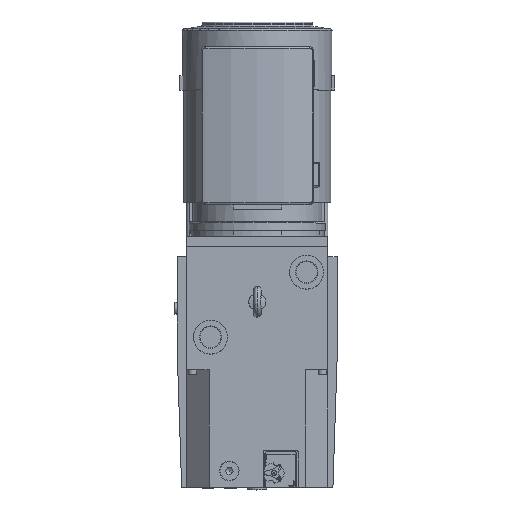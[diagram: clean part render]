
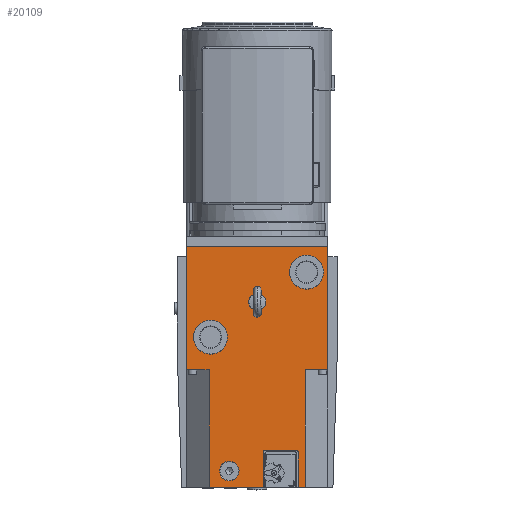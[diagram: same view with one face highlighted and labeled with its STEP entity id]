
A CAD part, top view. The second image highlights one B-rep face of the part: STEP entity #20109.
In plain terms, the highlighted planar face has unit normal (0, 0, 1).
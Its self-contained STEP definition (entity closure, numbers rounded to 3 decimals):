
#12452=CARTESIAN_POINT('',(5.,178.66,142.23));
#12453=VERTEX_POINT('',#12452);
#12461=CARTESIAN_POINT('',(5.,180.0,142.23));
#12462=VERTEX_POINT('',#12461);
#12463=CARTESIAN_POINT('',(5.,180.0,142.23));
#12464=DIRECTION('',(0.0,-1.0,0.0));
#12465=VECTOR('',#12464,1.34);
#12466=LINE('',#12463,#12465);
#12467=EDGE_CURVE('',#12462,#12453,#12466,.T.);
#12860=CARTESIAN_POINT('',(5.,161.34,142.23));
#12861=VERTEX_POINT('',#12860);
#12885=CARTESIAN_POINT('',(5.,160.0,142.23));
#12886=VERTEX_POINT('',#12885);
#12893=CARTESIAN_POINT('',(5.,161.34,142.23));
#12894=DIRECTION('',(0.0,-1.0,0.0));
#12895=VECTOR('',#12894,1.34);
#12896=LINE('',#12893,#12895);
#12897=EDGE_CURVE('',#12861,#12886,#12896,.T.);
#12907=CARTESIAN_POINT('',(-5.,160.0,142.23));
#12908=VERTEX_POINT('',#12907);
#12909=CARTESIAN_POINT('',(-5.,160.0,142.23));
#12910=DIRECTION('',(1.0,0.0,0.0));
#12911=VECTOR('',#12910,10.0);
#12912=LINE('',#12909,#12911);
#12913=EDGE_CURVE('',#12908,#12886,#12912,.T.);
#12933=CARTESIAN_POINT('',(-5.,180.0,142.23));
#12934=VERTEX_POINT('',#12933);
#12935=CARTESIAN_POINT('',(5.,180.0,142.23));
#12936=DIRECTION('',(-1.0,0.0,0.0));
#12937=VECTOR('',#12936,10.0);
#12938=LINE('',#12935,#12937);
#12939=EDGE_CURVE('',#12462,#12934,#12938,.T.);
#12959=CARTESIAN_POINT('',(-5.,178.66,142.23));
#12960=VERTEX_POINT('',#12959);
#12985=CARTESIAN_POINT('',(-5.,161.34,142.23));
#12986=VERTEX_POINT('',#12985);
#12994=CARTESIAN_POINT('',(-5.,160.0,142.23));
#12995=DIRECTION('',(0.0,1.0,0.0));
#12996=VECTOR('',#12995,1.34);
#12997=LINE('',#12994,#12996);
#12998=EDGE_CURVE('',#12908,#12986,#12997,.T.);
#13003=CARTESIAN_POINT('',(-5.,178.66,142.23));
#13004=DIRECTION('',(0.0,1.0,0.0));
#13005=VECTOR('',#13004,1.34);
#13006=LINE('',#13003,#13005);
#13007=EDGE_CURVE('',#12960,#12934,#13006,.T.);
#13058=CARTESIAN_POINT('',(0.,170.0,142.23));
#13059=DIRECTION('',(0.0,0.0,-1.0));
#13060=DIRECTION('',(0.0,1.0,0.0));
#13061=AXIS2_PLACEMENT_3D('',#13058,#13059,#13060);
#13062=CIRCLE('',#13061,10.0);
#13063=EDGE_CURVE('',#12986,#12960,#13062,.T.);
#13078=CARTESIAN_POINT('',(0.,170.0,142.23));
#13079=DIRECTION('',(0.0,0.0,-1.0));
#13080=DIRECTION('',(0.0,1.0,0.0));
#13081=AXIS2_PLACEMENT_3D('',#13078,#13079,#13080);
#13082=CIRCLE('',#13081,10.0);
#13083=EDGE_CURVE('',#12453,#12861,#13082,.T.);
#13364=CARTESIAN_POINT('',(-35.,128.5,142.23));
#13365=VERTEX_POINT('',#13364);
#13366=CARTESIAN_POINT('',(-55.,128.5,142.23));
#13367=DIRECTION('',(0.0,0.0,-1.0));
#13368=DIRECTION('',(1.0,0.0,0.0));
#13369=AXIS2_PLACEMENT_3D('',#13366,#13367,#13368);
#13370=CIRCLE('',#13369,20.0);
#13371=EDGE_CURVE('',#13365,#13365,#13370,.T.);
#13724=CARTESIAN_POINT('',(78.,205.0,142.23));
#13725=VERTEX_POINT('',#13724);
#13726=CARTESIAN_POINT('',(58.,205.,142.23));
#13727=DIRECTION('',(0.0,0.0,-1.0));
#13728=DIRECTION('',(1.0,0.0,0.0));
#13729=AXIS2_PLACEMENT_3D('',#13726,#13727,#13728);
#13730=CIRCLE('',#13729,20.0);
#13731=EDGE_CURVE('',#13725,#13725,#13730,.T.);
#15687=CARTESIAN_POINT('',(83.0,235.5,142.23));
#15688=VERTEX_POINT('',#15687);
#15695=CARTESIAN_POINT('',(83.,90.,142.23));
#15696=VERTEX_POINT('',#15695);
#15697=CARTESIAN_POINT('',(83.0,90.,142.23));
#15698=DIRECTION('',(0.0,1.0,0.0));
#15699=VECTOR('',#15698,145.5);
#15700=LINE('',#15697,#15699);
#15701=EDGE_CURVE('',#15696,#15688,#15700,.T.);
#17603=CARTESIAN_POINT('',(-83.,90.,142.23));
#17604=VERTEX_POINT('',#17603);
#17611=CARTESIAN_POINT('',(-56.75,90.,142.23));
#17612=VERTEX_POINT('',#17611);
#17619=CARTESIAN_POINT('',(-83.,90.,142.23));
#17620=DIRECTION('',(1.0,0.0,0.0));
#17621=VECTOR('',#17620,26.25);
#17622=LINE('',#17619,#17621);
#17623=EDGE_CURVE('',#17604,#17612,#17622,.T.);
#17653=CARTESIAN_POINT('',(-56.75,-48.,142.23));
#17654=VERTEX_POINT('',#17653);
#17661=CARTESIAN_POINT('',(-56.75,90.,142.23));
#17662=DIRECTION('',(0.0,-1.0,0.0));
#17663=VECTOR('',#17662,138.0);
#17664=LINE('',#17661,#17663);
#17665=EDGE_CURVE('',#17612,#17654,#17664,.T.);
#17675=CARTESIAN_POINT('',(56.75,90.,142.23));
#17676=VERTEX_POINT('',#17675);
#17677=CARTESIAN_POINT('',(56.75,90.,142.23));
#17678=DIRECTION('',(1.0,0.0,0.0));
#17679=VECTOR('',#17678,26.25);
#17680=LINE('',#17677,#17679);
#17681=EDGE_CURVE('',#17676,#15696,#17680,.T.);
#17710=CARTESIAN_POINT('',(56.75,-48.,142.23));
#17711=VERTEX_POINT('',#17710);
#17712=CARTESIAN_POINT('',(56.75,-48.,142.23));
#17713=DIRECTION('',(0.0,1.0,0.0));
#17714=VECTOR('',#17713,138.0);
#17715=LINE('',#17712,#17714);
#17716=EDGE_CURVE('',#17711,#17676,#17715,.T.);
#17764=CARTESIAN_POINT('',(-83.,235.5,142.23));
#17765=VERTEX_POINT('',#17764);
#17766=CARTESIAN_POINT('',(-83.,235.5,142.23));
#17767=DIRECTION('',(0.0,-1.0,0.0));
#17768=VECTOR('',#17767,145.5);
#17769=LINE('',#17766,#17768);
#17770=EDGE_CURVE('',#17765,#17604,#17769,.T.);
#18346=CARTESIAN_POINT('',(7.,-48.,142.23));
#18347=VERTEX_POINT('',#18346);
#18354=CARTESIAN_POINT('',(7.,-48.,142.23));
#18355=DIRECTION('',(-1.0,0.0,0.0));
#18356=VECTOR('',#18355,63.75);
#18357=LINE('',#18354,#18356);
#18358=EDGE_CURVE('',#18347,#17654,#18357,.T.);
#18577=CARTESIAN_POINT('',(48.,-48.,142.23));
#18578=VERTEX_POINT('',#18577);
#18579=CARTESIAN_POINT('',(56.75,-48.,142.23));
#18580=DIRECTION('',(-1.0,0.0,0.0));
#18581=VECTOR('',#18580,8.75);
#18582=LINE('',#18579,#18581);
#18583=EDGE_CURVE('',#17711,#18578,#18582,.T.);
#20021=CARTESIAN_POINT('',(94.,-48.,142.23));
#20022=DIRECTION('',(0.0,0.0,1.0));
#20023=DIRECTION('',(1.0,0.0,0.0));
#20024=AXIS2_PLACEMENT_3D('',#20021,#20022,#20023);
#20025=PLANE('',#20024);
#20026=CARTESIAN_POINT('',(7.,-6.6,142.23));
#20027=VERTEX_POINT('',#20026);
#20028=CARTESIAN_POINT('',(7.,-48.,142.23));
#20029=DIRECTION('',(0.0,1.0,0.0));
#20030=VECTOR('',#20029,41.4);
#20031=LINE('',#20028,#20030);
#20032=EDGE_CURVE('',#18347,#20027,#20031,.T.);
#20033=ORIENTED_EDGE('',*,*,#20032,.T.);
#20034=CARTESIAN_POINT('',(8.6,-5.,142.23));
#20035=VERTEX_POINT('',#20034);
#20036=CARTESIAN_POINT('',(8.6,-6.6,142.23));
#20037=DIRECTION('',(0.,0.,1.));
#20038=DIRECTION('',(-0.707,0.707,0.));
#20039=AXIS2_PLACEMENT_3D('',#20036,#20037,#20038);
#20040=CIRCLE('',#20039,1.6);
#20041=EDGE_CURVE('',#20035,#20027,#20040,.T.);
#20042=ORIENTED_EDGE('',*,*,#20041,.F.);
#20043=CARTESIAN_POINT('',(46.4,-5.,142.23));
#20044=VERTEX_POINT('',#20043);
#20045=CARTESIAN_POINT('',(8.6,-5.,142.23));
#20046=DIRECTION('',(1.0,0.0,0.0));
#20047=VECTOR('',#20046,37.8);
#20048=LINE('',#20045,#20047);
#20049=EDGE_CURVE('',#20035,#20044,#20048,.T.);
#20050=ORIENTED_EDGE('',*,*,#20049,.T.);
#20051=CARTESIAN_POINT('',(48.,-6.6,142.23));
#20052=VERTEX_POINT('',#20051);
#20053=CARTESIAN_POINT('',(46.4,-6.6,142.23));
#20054=DIRECTION('',(0.,0.,1.));
#20055=DIRECTION('',(0.707,0.707,0.));
#20056=AXIS2_PLACEMENT_3D('',#20053,#20054,#20055);
#20057=CIRCLE('',#20056,1.6);
#20058=EDGE_CURVE('',#20052,#20044,#20057,.T.);
#20059=ORIENTED_EDGE('',*,*,#20058,.F.);
#20060=CARTESIAN_POINT('',(48.,-6.6,142.23));
#20061=DIRECTION('',(0.0,-1.0,0.0));
#20062=VECTOR('',#20061,41.4);
#20063=LINE('',#20060,#20062);
#20064=EDGE_CURVE('',#20052,#18578,#20063,.T.);
#20065=ORIENTED_EDGE('',*,*,#20064,.T.);
#20066=ORIENTED_EDGE('',*,*,#18583,.F.);
#20067=ORIENTED_EDGE('',*,*,#17716,.T.);
#20068=ORIENTED_EDGE('',*,*,#17681,.T.);
#20069=ORIENTED_EDGE('',*,*,#15701,.T.);
#20070=CARTESIAN_POINT('',(83.0,235.5,142.23));
#20071=DIRECTION('',(-1.0,0.0,0.0));
#20072=VECTOR('',#20071,166.);
#20073=LINE('',#20070,#20072);
#20074=EDGE_CURVE('',#15688,#17765,#20073,.T.);
#20075=ORIENTED_EDGE('',*,*,#20074,.T.);
#20076=ORIENTED_EDGE('',*,*,#17770,.T.);
#20077=ORIENTED_EDGE('',*,*,#17623,.T.);
#20078=ORIENTED_EDGE('',*,*,#17665,.T.);
#20079=ORIENTED_EDGE('',*,*,#18358,.F.);
#20080=EDGE_LOOP('',(#20033,#20042,#20050,#20059,#20065,#20066,#20067,#20068,#20069,#20075,#20076,#20077,#20078,#20079));
#20081=FACE_OUTER_BOUND('',#20080,.T.);
#20082=ORIENTED_EDGE('',*,*,#13371,.T.);
#20083=EDGE_LOOP('',(#20082));
#20084=FACE_BOUND('',#20083,.T.);
#20085=ORIENTED_EDGE('',*,*,#13731,.T.);
#20086=EDGE_LOOP('',(#20085));
#20087=FACE_BOUND('',#20086,.T.);
#20088=ORIENTED_EDGE('',*,*,#13063,.T.);
#20089=ORIENTED_EDGE('',*,*,#13007,.T.);
#20090=ORIENTED_EDGE('',*,*,#12939,.F.);
#20091=ORIENTED_EDGE('',*,*,#12467,.T.);
#20092=ORIENTED_EDGE('',*,*,#13083,.T.);
#20093=ORIENTED_EDGE('',*,*,#12897,.T.);
#20094=ORIENTED_EDGE('',*,*,#12913,.F.);
#20095=ORIENTED_EDGE('',*,*,#12998,.T.);
#20096=EDGE_LOOP('',(#20088,#20089,#20090,#20091,#20092,#20093,#20094,#20095));
#20097=FACE_BOUND('',#20096,.T.);
#20098=CARTESIAN_POINT('',(-21.5,-29.,142.23));
#20099=VERTEX_POINT('',#20098);
#20100=CARTESIAN_POINT('',(-33.,-29.,142.23));
#20101=DIRECTION('',(0.0,0.0,-1.0));
#20102=DIRECTION('',(1.0,0.0,0.0));
#20103=AXIS2_PLACEMENT_3D('',#20100,#20101,#20102);
#20104=CIRCLE('',#20103,11.5);
#20105=EDGE_CURVE('',#20099,#20099,#20104,.T.);
#20106=ORIENTED_EDGE('',*,*,#20105,.T.);
#20107=EDGE_LOOP('',(#20106));
#20108=FACE_BOUND('',#20107,.T.);
#20109=ADVANCED_FACE('',(#20081,#20084,#20087,#20097,#20108),#20025,.T.);
